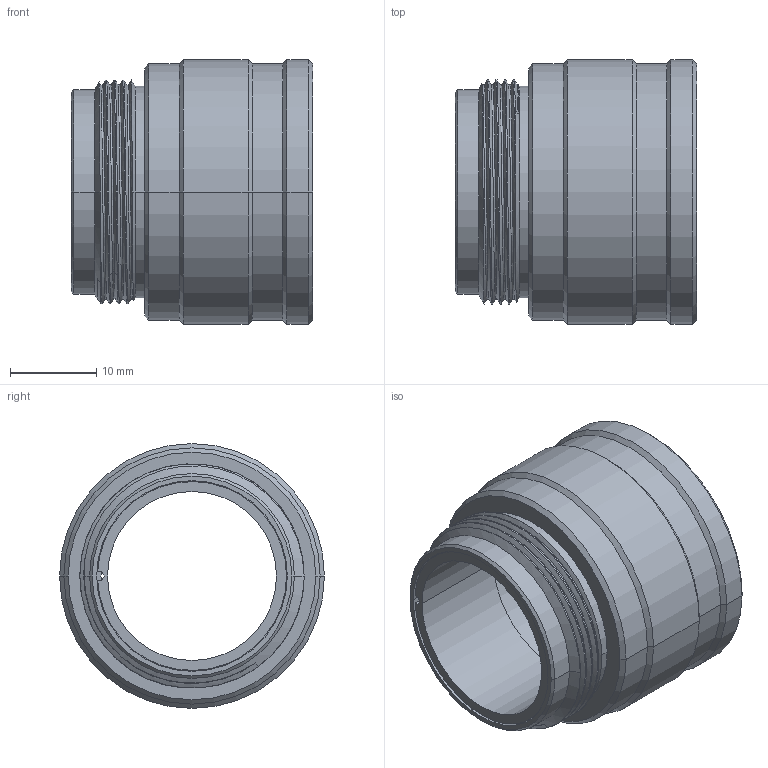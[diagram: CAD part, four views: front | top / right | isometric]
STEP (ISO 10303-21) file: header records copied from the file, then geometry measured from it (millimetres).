
FILE_DESCRIPTION((''),'2;1');
FILE_NAME('13304PM25_ASM','2013-10-30T',('dietmarkarcher'),('NET'),'PRO/ENGINEER BY PARAMETRIC TECHNOLOGY CORPORATION, 2010280','PRO/ENGINEER BY PARAMETRIC TECHNOLOGY CORPORATION, 2010280','');
FILE_SCHEMA(('AUTOMOTIVE_DESIGN_CC2 { 1 2 10303 214 -1 1 5 2 }'));
Length unit declared in the file: millimetre
Products named in the file (3): 3308_0428_XXX; 506347_001_XX; 13304PM25_ASM
Assembly tree (2 placements, depth 2):
  13304PM25_ASM
    3308_0428_XXX
    506347_001_XX
Bounding box: 28 x 30.7 x 30.7 mm (x, y, z)
Volume: 6823.7 mm3; surface area: 7616.1 mm2
Topology: 2 solids, 2 shells, 88 faces, 208 edges, 129 vertices
Faces by surface type: cylinder 42, cone 18, plane 15, bspline 12, torus 1
Entity records: 7261 total; most frequent: CARTESIAN_POINT 5185, ORIENTED_EDGE 416, DIRECTION 364, EDGE_CURVE 208, AXIS2_PLACEMENT_3D 142, VERTEX_POINT 129, EDGE_LOOP 97, FACE_OUTER_BOUND 88
